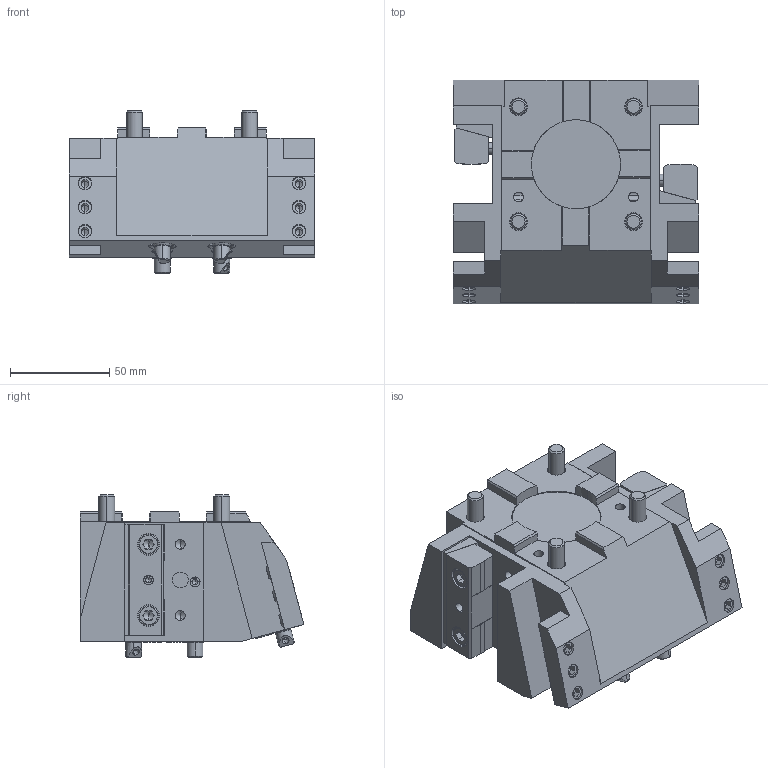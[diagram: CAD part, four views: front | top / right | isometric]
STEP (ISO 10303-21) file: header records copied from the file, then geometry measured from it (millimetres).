
FILE_DESCRIPTION (( 'STEP AP203' ), '1' );
FILE_NAME ('04-0989.STEP', '2023-06-22T15:57:26', ( '' ), ( '' ), 'SwSTEP 2.0', 'SolidWorks 2022', '' );
FILE_SCHEMA (( 'CONFIG_CONTROL_DESIGN' ));
Length unit declared in the file: inch
Products named in the file (1): 04-0989
Bounding box: 124 x 112.91 x 82 mm (x, y, z)
Surface area: 108530.9 mm2 (no closed solid volume)
Topology: 0 solids, 61 shells, 1081 faces, 2744 edges, 1664 vertices
Faces by surface type: plane 536, cylinder 253, cone 240, bspline 52
Entity records: 35087 total; most frequent: CARTESIAN_POINT 9656, DIRECTION 5387, ORIENTED_EDGE 5074, EDGE_CURVE 2632, AXIS2_PLACEMENT_3D 1958, VERTEX_POINT 1664, VECTOR 1471, LINE 1471
